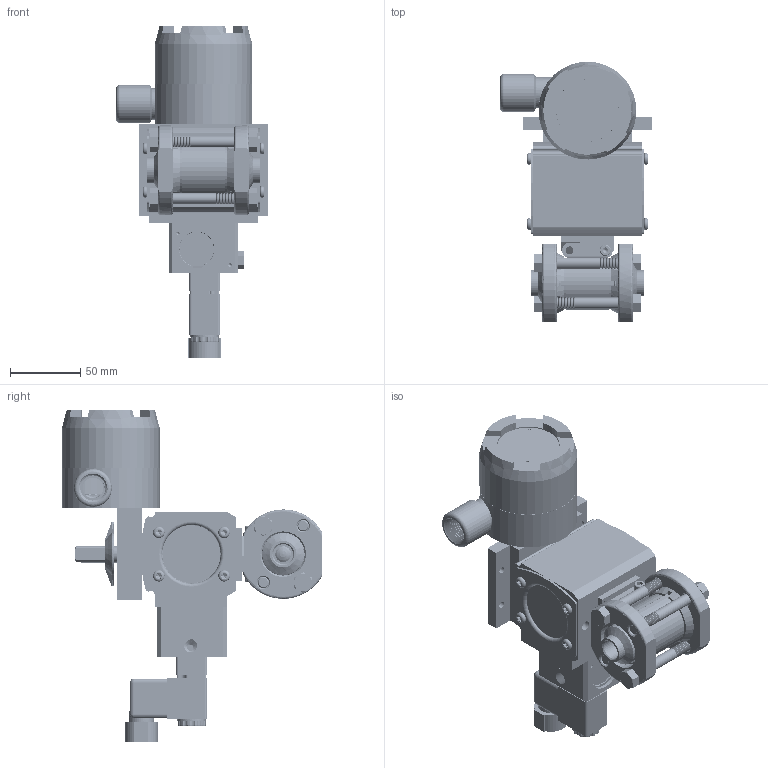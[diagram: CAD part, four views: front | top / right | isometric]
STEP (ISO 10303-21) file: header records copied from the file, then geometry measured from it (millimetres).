
FILE_DESCRIPTION (( 'STEP AP203' ), '1' );
FILE_NAME ('24XXSWFA512D4GPDCLS.step', '2018-09-04T19:06:42', ( '' ), ( '' ), 'SwSTEP 2.0', 'SolidWorks 2018', '' );
FILE_SCHEMA (( 'CONFIG_CONTROL_DESIGN' ));
Length unit declared in the file: inch
Products named in the file (1): 24XXSWFA512D4GPDCLS
Bounding box: 107.71 x 184.85 x 235.76 mm (x, y, z)
Volume: 663918.4 mm3; surface area: 249685.2 mm2
Topology: 51 solids, 51 shells, 4638 faces, 12422 edges, 7903 vertices
Faces by surface type: cylinder 2067, cone 1425, plane 759, bspline 197, torus 184, sphere 6
Entity records: 227000 total; most frequent: CARTESIAN_POINT 115215, ORIENTED_EDGE 24480, DIRECTION 23134, EDGE_CURVE 12240, AXIS2_PLACEMENT_3D 9309, VERTEX_POINT 7899, EDGE_LOOP 5005, CIRCLE 4867
